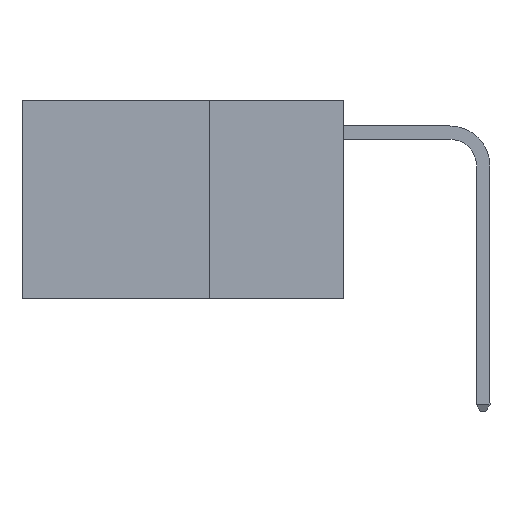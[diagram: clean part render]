
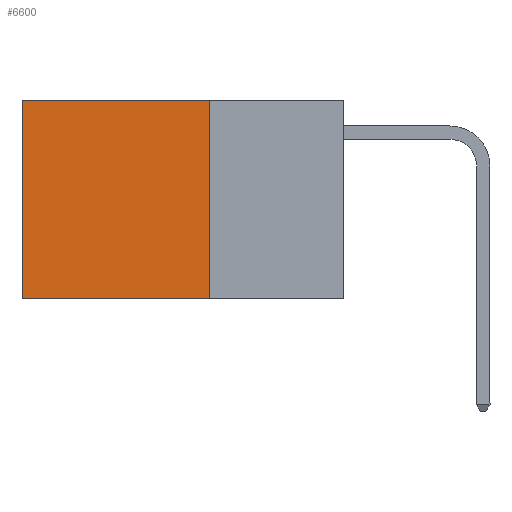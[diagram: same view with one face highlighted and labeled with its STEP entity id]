
A CAD part, left-side view. The second image highlights one B-rep face of the part: STEP entity #6600.
In plain terms, the highlighted planar face has unit normal (-1, 0, 0).
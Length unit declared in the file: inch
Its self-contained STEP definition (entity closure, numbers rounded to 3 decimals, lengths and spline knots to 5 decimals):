
#80 = VERTEX_POINT ( 'NONE', #10674 ) ;
#235 = ORIENTED_EDGE ( 'NONE', *, *, #10350, .F. ) ;
#430 = DIRECTION ( 'NONE',  ( 0., 0., -1. ) ) ;
#502 = VERTEX_POINT ( 'NONE', #7336 ) ;
#589 = ORIENTED_EDGE ( 'NONE', *, *, #8099, .T. ) ;
#990 = CARTESIAN_POINT ( 'NONE',  ( 0.2625, 0.6, 0. ) ) ;
#1772 = DIRECTION ( 'NONE',  ( 0., 1., 0. ) ) ;
#1872 = CARTESIAN_POINT ( 'NONE',  ( 0.2625, 0.25, 0. ) ) ;
#2074 = ORIENTED_EDGE ( 'NONE', *, *, #9302, .F. ) ;
#2581 = CARTESIAN_POINT ( 'NONE',  ( 0.2625, 0.6, 0. ) ) ;
#2960 = VECTOR ( 'NONE', #430, 39.37008 ) ;
#3076 = LINE ( 'NONE', #990, #2960 ) ;
#3591 = VECTOR ( 'NONE', #5471, 39.37008 ) ;
#4543 = LINE ( 'NONE', #5401, #3591 ) ;
#5401 = CARTESIAN_POINT ( 'NONE',  ( 0.2625, 0.25, 0. ) ) ;
#5471 = DIRECTION ( 'NONE',  ( 0., 0., -1. ) ) ;
#5771 = ORIENTED_EDGE ( 'NONE', *, *, #6269, .T. ) ;
#5859 = AXIS2_PLACEMENT_3D ( 'NONE', #11569, #11442, #11297 ) ;
#6032 = EDGE_LOOP ( 'NONE', ( #589, #235, #2074, #5771 ) ) ;
#6269 = EDGE_CURVE ( 'NONE', #80, #8542, #9293, .T. ) ;
#6600 = ADVANCED_FACE ( 'NONE', ( #8265 ), #11779, .F. ) ;
#6749 = CARTESIAN_POINT ( 'NONE',  ( 0.2625, 0.6, -0.37 ) ) ;
#7336 = CARTESIAN_POINT ( 'NONE',  ( 0.2625, 0.25, -0.37 ) ) ;
#8099 = EDGE_CURVE ( 'NONE', #8542, #8388, #3076, .T. ) ;
#8265 = FACE_OUTER_BOUND ( 'NONE', #6032, .T. ) ;
#8388 = VERTEX_POINT ( 'NONE', #6749 ) ;
#8542 = VERTEX_POINT ( 'NONE', #2581 ) ;
#9210 = VECTOR ( 'NONE', #1772, 39.37008 ) ;
#9293 = LINE ( 'NONE', #1872, #9210 ) ;
#9302 = EDGE_CURVE ( 'NONE', #80, #502, #4543, .T. ) ;
#10350 = EDGE_CURVE ( 'NONE', #502, #8388, #11688, .T. ) ;
#10674 = CARTESIAN_POINT ( 'NONE',  ( 0.2625, 0.25, 0. ) ) ;
#10807 = DIRECTION ( 'NONE',  ( 0., 1., 0. ) ) ;
#10939 = CARTESIAN_POINT ( 'NONE',  ( 0.2625, 0.25, -0.37 ) ) ;
#11297 = DIRECTION ( 'NONE',  ( 0., 0., -1. ) ) ;
#11442 = DIRECTION ( 'NONE',  ( 1., 0., 0. ) ) ;
#11569 = CARTESIAN_POINT ( 'NONE',  ( 0.2625, 0.25, 0. ) ) ;
#11649 = VECTOR ( 'NONE', #10807, 39.37008 ) ;
#11688 = LINE ( 'NONE', #10939, #11649 ) ;
#11779 = PLANE ( 'NONE',  #5859 ) ;
